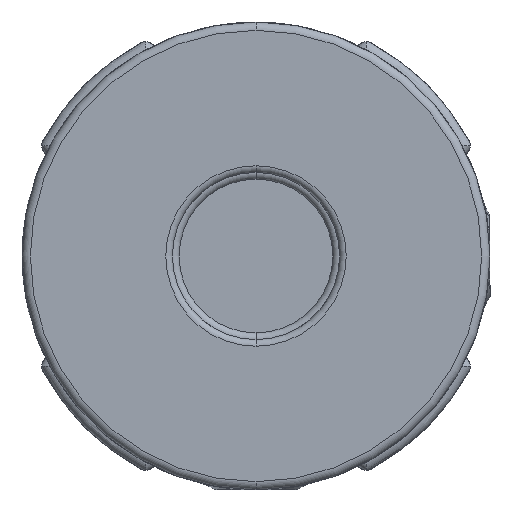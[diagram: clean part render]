
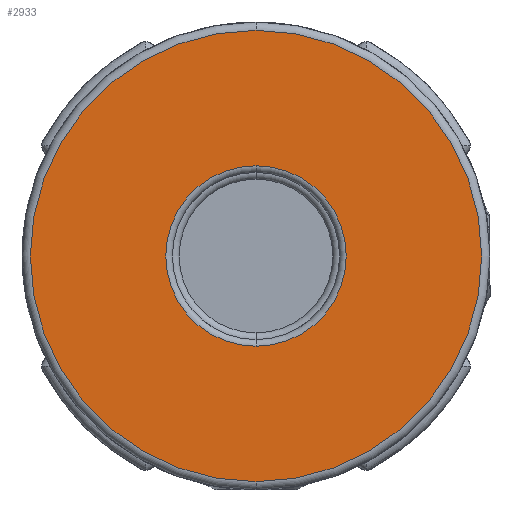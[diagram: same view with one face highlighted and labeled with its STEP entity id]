
A CAD part, left-side view. The second image highlights one B-rep face of the part: STEP entity #2933.
In plain terms, the highlighted planar face has unit normal (-1, 0, 0).
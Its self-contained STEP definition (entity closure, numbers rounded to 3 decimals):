
#198 = DIRECTION ( 'NONE',  ( 0., 0., -1. ) ) ;
#314 = CARTESIAN_POINT ( 'NONE',  ( -11.514, -0.086, 10.126 ) ) ;
#553 = EDGE_CURVE ( 'NONE', #5828, #2825, #12399, .T. ) ;
#935 = ORIENTED_EDGE ( 'NONE', *, *, #553, .T. ) ;
#1106 = CARTESIAN_POINT ( 'NONE',  ( -11.514, -0.086, 15.526 ) ) ;
#1211 = CARTESIAN_POINT ( 'NONE',  ( -11.514, -0.086, 12.826 ) ) ;
#1239 = CIRCLE ( 'NONE', #8809, 2.7 ) ;
#2064 = EDGE_LOOP ( 'NONE', ( #935, #11073 ) ) ;
#2232 = AXIS2_PLACEMENT_3D ( 'NONE', #8108, #8932, #13060 ) ;
#2332 = FACE_OUTER_BOUND ( 'NONE', #2064, .T. ) ;
#2825 = VERTEX_POINT ( 'NONE', #5283 ) ;
#2933 = ADVANCED_FACE ( 'NONE', ( #5373, #2332 ), #9431, .F. ) ;
#3271 = DIRECTION ( 'NONE',  ( 0., 0., -1. ) ) ;
#3600 = EDGE_LOOP ( 'NONE', ( #5352, #5951 ) ) ;
#3670 = DIRECTION ( 'NONE',  ( 1., 0., 0. ) ) ;
#4805 = CARTESIAN_POINT ( 'NONE',  ( -11.514, -0.086, 12.826 ) ) ;
#5283 = CARTESIAN_POINT ( 'NONE',  ( -11.514, -0.086, 19.576 ) ) ;
#5352 = ORIENTED_EDGE ( 'NONE', *, *, #6589, .T. ) ;
#5373 = FACE_BOUND ( 'NONE', #3600, .T. ) ;
#5828 = VERTEX_POINT ( 'NONE', #8999 ) ;
#5951 = ORIENTED_EDGE ( 'NONE', *, *, #6342, .T. ) ;
#6342 = EDGE_CURVE ( 'NONE', #7892, #12722, #13326, .T. ) ;
#6394 = CARTESIAN_POINT ( 'NONE',  ( -11.514, -0.086, 12.826 ) ) ;
#6589 = EDGE_CURVE ( 'NONE', #12722, #7892, #1239, .T. ) ;
#6604 = DIRECTION ( 'NONE',  ( 1., 0., 0. ) ) ;
#7892 = VERTEX_POINT ( 'NONE', #1106 ) ;
#8108 = CARTESIAN_POINT ( 'NONE',  ( -11.514, -0.086, 12.826 ) ) ;
#8498 = EDGE_CURVE ( 'NONE', #2825, #5828, #8839, .T. ) ;
#8809 = AXIS2_PLACEMENT_3D ( 'NONE', #4805, #8941, #13070 ) ;
#8839 = CIRCLE ( 'NONE', #9922, 6.75 ) ;
#8932 = DIRECTION ( 'NONE',  ( -1., 0., 0. ) ) ;
#8941 = DIRECTION ( 'NONE',  ( 1., 0., 0. ) ) ;
#8999 = CARTESIAN_POINT ( 'NONE',  ( -11.514, -0.086, 6.076 ) ) ;
#9179 = AXIS2_PLACEMENT_3D ( 'NONE', #6394, #6604, #3271 ) ;
#9431 = PLANE ( 'NONE',  #9179 ) ;
#9886 = AXIS2_PLACEMENT_3D ( 'NONE', #12069, #3670, #9908 ) ;
#9908 = DIRECTION ( 'NONE',  ( 0., 0., -1. ) ) ;
#9922 = AXIS2_PLACEMENT_3D ( 'NONE', #1211, #12729, #198 ) ;
#11073 = ORIENTED_EDGE ( 'NONE', *, *, #8498, .T. ) ;
#12069 = CARTESIAN_POINT ( 'NONE',  ( -11.514, -0.086, 12.826 ) ) ;
#12399 = CIRCLE ( 'NONE', #2232, 6.75 ) ;
#12722 = VERTEX_POINT ( 'NONE', #314 ) ;
#12729 = DIRECTION ( 'NONE',  ( -1., 0., 0. ) ) ;
#13060 = DIRECTION ( 'NONE',  ( 0., 0., -1. ) ) ;
#13070 = DIRECTION ( 'NONE',  ( 0., 0., -1. ) ) ;
#13326 = CIRCLE ( 'NONE', #9886, 2.7 ) ;
